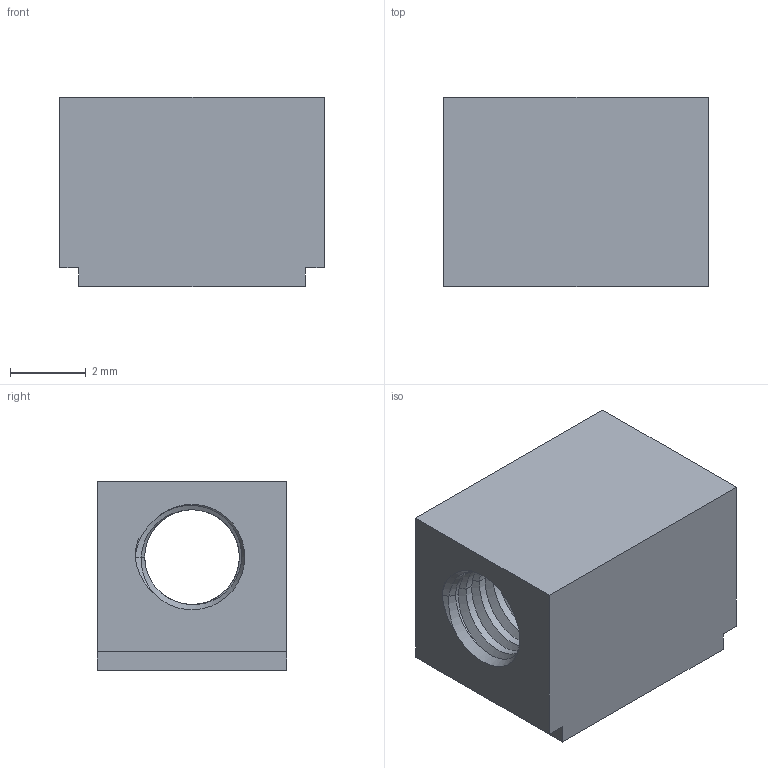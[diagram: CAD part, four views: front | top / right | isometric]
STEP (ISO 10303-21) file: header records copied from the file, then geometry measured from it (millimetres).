
FILE_DESCRIPTION(('FreeCAD Model'),'2;1');
FILE_NAME('Open CASCADE Shape Model','2024-10-16T03:54:11',( 'kicad StepUp'),('ksu MCAD'),'Open CASCADE STEP processor 7.8', 'FreeCAD','Unknown');
FILE_SCHEMA(('AUTOMOTIVE_DESIGN { 1 0 10303 214 1 1 1 1 }'));
Length unit declared in the file: millimetre
Products named in the file (1): Mounting_Wuerth_WA-SMRA-M3_L7mm_7466303R_Horizontal
Bounding box: 7 x 5 x 5 mm (x, y, z)
Volume: 133.7 mm3; surface area: 269.4 mm2
Topology: 1 solids, 1 shells, 57 faces, 120 edges, 65 vertices
Faces by surface type: bspline 29, cylinder 15, plane 10, cone 3
Full cylindrical faces by diameter (mm): 2.5 x13
Entity records: 4473 total; most frequent: CARTESIAN_POINT 3488, ORIENTED_EDGE 240, EDGE_CURVE 120, DIRECTION 108, B_SPLINE_CURVE_WITH_KNOTS 75, VERTEX_POINT 65, FACE_BOUND 59, EDGE_LOOP 59
